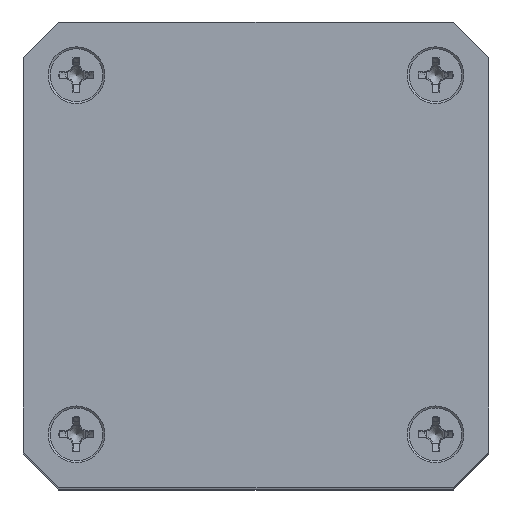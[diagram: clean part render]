
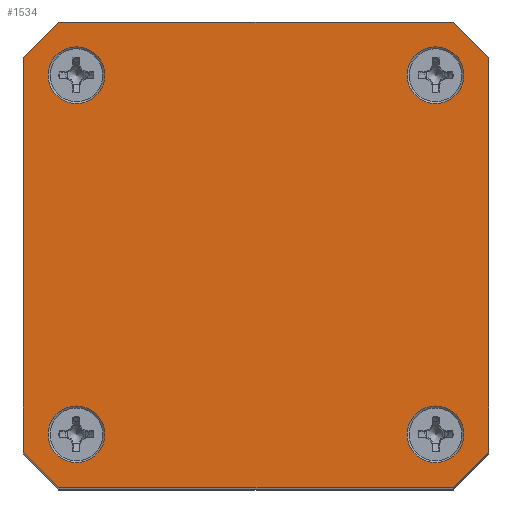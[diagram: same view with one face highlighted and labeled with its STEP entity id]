
A CAD part, top view. The second image highlights one B-rep face of the part: STEP entity #1534.
In plain terms, the highlighted planar face has unit normal (0, 0, 1).
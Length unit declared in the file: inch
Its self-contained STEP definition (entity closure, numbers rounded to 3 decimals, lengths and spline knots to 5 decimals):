
#35 = PLANE ( 'NONE',  #7489 ) ;
#36 = EDGE_CURVE ( 'NONE', #5879, #5879, #6692, .T. ) ;
#224 = CARTESIAN_POINT ( 'NONE',  ( 0.5865, 0.5065, 3.81 ) ) ;
#234 = DIRECTION ( 'NONE',  ( 1., 0., 0. ) ) ;
#240 = VECTOR ( 'NONE', #980, 39.37008 ) ;
#350 = DIRECTION ( 'NONE',  ( 0., 0., 1. ) ) ;
#357 = DIRECTION ( 'NONE',  ( -1., 0., 0. ) ) ;
#459 = VERTEX_POINT ( 'NONE', #8119 ) ;
#593 = VERTEX_POINT ( 'NONE', #2145 ) ;
#683 = ORIENTED_EDGE ( 'NONE', *, *, #3646, .T. ) ;
#907 = DIRECTION ( 'NONE',  ( 0., 0., 1. ) ) ;
#909 = EDGE_CURVE ( 'NONE', #8416, #1328, #1242, .T. ) ;
#980 = DIRECTION ( 'NONE',  ( 0.707, 0.707, 0. ) ) ;
#1081 = CARTESIAN_POINT ( 'NONE',  ( -0.5065, 0.5065, 3.81 ) ) ;
#1095 = DIRECTION ( 'NONE',  ( 0.707, -0.707, 0. ) ) ;
#1182 = DIRECTION ( 'NONE',  ( 1., 0., 0. ) ) ;
#1186 = ORIENTED_EDGE ( 'NONE', *, *, #36, .F. ) ;
#1242 = LINE ( 'NONE', #9908, #4565 ) ;
#1328 = VERTEX_POINT ( 'NONE', #3463 ) ;
#1534 = ADVANCED_FACE ( 'NONE', ( #7864, #1641, #3931, #2423, #10207 ), #35, .F. ) ;
#1555 = CIRCLE ( 'NONE', #7346, 0.08 ) ;
#1614 = EDGE_LOOP ( 'NONE', ( #10007 ) ) ;
#1641 = FACE_BOUND ( 'NONE', #2933, .T. ) ;
#1967 = EDGE_CURVE ( 'NONE', #10088, #1328, #6747, .T. ) ;
#2006 = DIRECTION ( 'NONE',  ( 0., -1., 0. ) ) ;
#2048 = ORIENTED_EDGE ( 'NONE', *, *, #8443, .F. ) ;
#2093 = CARTESIAN_POINT ( 'NONE',  ( -0.6565, -0.6565, 3.81 ) ) ;
#2124 = EDGE_LOOP ( 'NONE', ( #9091 ) ) ;
#2145 = CARTESIAN_POINT ( 'NONE',  ( 0.5565, 0.6565, 3.81 ) ) ;
#2350 = EDGE_CURVE ( 'NONE', #5828, #5828, #10164, .T. ) ;
#2423 = FACE_BOUND ( 'NONE', #5414, .T. ) ;
#2749 = VECTOR ( 'NONE', #3523, 39.37008 ) ;
#2808 = CARTESIAN_POINT ( 'NONE',  ( 0.5565, 0.6565, 3.81 ) ) ;
#2933 = EDGE_LOOP ( 'NONE', ( #7879 ) ) ;
#2938 = CARTESIAN_POINT ( 'NONE',  ( -0.5065, -0.5065, 3.81 ) ) ;
#2965 = CARTESIAN_POINT ( 'NONE',  ( -0.6565, 0.6565, 3.81 ) ) ;
#3169 = ORIENTED_EDGE ( 'NONE', *, *, #4332, .F. ) ;
#3346 = CARTESIAN_POINT ( 'NONE',  ( -0.4265, -0.5065, 3.81 ) ) ;
#3395 = DIRECTION ( 'NONE',  ( -0.707, 0.707, 0. ) ) ;
#3463 = CARTESIAN_POINT ( 'NONE',  ( -0.5565, -0.6565, 3.81 ) ) ;
#3523 = DIRECTION ( 'NONE',  ( -0.707, -0.707, 0. ) ) ;
#3646 = EDGE_CURVE ( 'NONE', #8416, #6978, #6514, .T. ) ;
#3716 = VECTOR ( 'NONE', #4428, 39.37008 ) ;
#3730 = AXIS2_PLACEMENT_3D ( 'NONE', #2938, #5237, #9183 ) ;
#3762 = CARTESIAN_POINT ( 'NONE',  ( 0.5865, -0.5065, 3.81 ) ) ;
#3818 = CARTESIAN_POINT ( 'NONE',  ( 0.6565, -0.5565, 3.81 ) ) ;
#3874 = DIRECTION ( 'NONE',  ( 0., 0., -1. ) ) ;
#3931 = FACE_BOUND ( 'NONE', #1614, .T. ) ;
#3984 = CARTESIAN_POINT ( 'NONE',  ( 0., 0., 3.81 ) ) ;
#4122 = CARTESIAN_POINT ( 'NONE',  ( 0.5065, 0.5065, 3.81 ) ) ;
#4246 = LINE ( 'NONE', #8137, #2749 ) ;
#4332 = EDGE_CURVE ( 'NONE', #10088, #9801, #7684, .T. ) ;
#4428 = DIRECTION ( 'NONE',  ( 0., 1., 0. ) ) ;
#4510 = ORIENTED_EDGE ( 'NONE', *, *, #8268, .T. ) ;
#4535 = EDGE_LOOP ( 'NONE', ( #2048, #5897, #7185, #4510, #3169, #9016, #8734, #683 ) ) ;
#4565 = VECTOR ( 'NONE', #357, 39.37008 ) ;
#4586 = VERTEX_POINT ( 'NONE', #3762 ) ;
#4595 = EDGE_CURVE ( 'NONE', #7330, #7330, #1555, .T. ) ;
#4684 = DIRECTION ( 'NONE',  ( 1., 0., 0. ) ) ;
#5040 = EDGE_CURVE ( 'NONE', #8151, #593, #7116, .T. ) ;
#5044 = CIRCLE ( 'NONE', #8867, 0.08 ) ;
#5237 = DIRECTION ( 'NONE',  ( 0., 0., 1. ) ) ;
#5414 = EDGE_LOOP ( 'NONE', ( #1186 ) ) ;
#5788 = EDGE_CURVE ( 'NONE', #4586, #4586, #5044, .T. ) ;
#5828 = VERTEX_POINT ( 'NONE', #9109 ) ;
#5879 = VERTEX_POINT ( 'NONE', #3346 ) ;
#5897 = ORIENTED_EDGE ( 'NONE', *, *, #7323, .T. ) ;
#6514 = LINE ( 'NONE', #7147, #240 ) ;
#6562 = CARTESIAN_POINT ( 'NONE',  ( 0.5065, -0.5065, 3.81 ) ) ;
#6692 = CIRCLE ( 'NONE', #3730, 0.08 ) ;
#6747 = LINE ( 'NONE', #8148, #9333 ) ;
#6883 = VECTOR ( 'NONE', #3395, 39.37008 ) ;
#6978 = VERTEX_POINT ( 'NONE', #3818 ) ;
#7116 = LINE ( 'NONE', #2965, #9841 ) ;
#7139 = DIRECTION ( 'NONE',  ( -1., 0., 0. ) ) ;
#7147 = CARTESIAN_POINT ( 'NONE',  ( 0.6565, -0.5565, 3.81 ) ) ;
#7185 = ORIENTED_EDGE ( 'NONE', *, *, #5040, .F. ) ;
#7323 = EDGE_CURVE ( 'NONE', #459, #593, #8157, .T. ) ;
#7330 = VERTEX_POINT ( 'NONE', #224 ) ;
#7346 = AXIS2_PLACEMENT_3D ( 'NONE', #4122, #907, #8635 ) ;
#7489 = AXIS2_PLACEMENT_3D ( 'NONE', #3984, #3874, #7139 ) ;
#7553 = LINE ( 'NONE', #8342, #9399 ) ;
#7684 = LINE ( 'NONE', #2093, #3716 ) ;
#7864 = FACE_BOUND ( 'NONE', #2124, .T. ) ;
#7879 = ORIENTED_EDGE ( 'NONE', *, *, #4595, .F. ) ;
#8119 = CARTESIAN_POINT ( 'NONE',  ( 0.6565, 0.5565, 3.81 ) ) ;
#8137 = CARTESIAN_POINT ( 'NONE',  ( -0.6565, 0.5565, 3.81 ) ) ;
#8148 = CARTESIAN_POINT ( 'NONE',  ( -0.5565, -0.6565, 3.81 ) ) ;
#8151 = VERTEX_POINT ( 'NONE', #9458 ) ;
#8157 = LINE ( 'NONE', #2808, #6883 ) ;
#8268 = EDGE_CURVE ( 'NONE', #8151, #9801, #4246, .T. ) ;
#8342 = CARTESIAN_POINT ( 'NONE',  ( 0.6565, -0.6565, 3.81 ) ) ;
#8416 = VERTEX_POINT ( 'NONE', #10056 ) ;
#8443 = EDGE_CURVE ( 'NONE', #459, #6978, #7553, .T. ) ;
#8635 = DIRECTION ( 'NONE',  ( 1., 0., 0. ) ) ;
#8734 = ORIENTED_EDGE ( 'NONE', *, *, #909, .F. ) ;
#8867 = AXIS2_PLACEMENT_3D ( 'NONE', #6562, #9833, #234 ) ;
#9016 = ORIENTED_EDGE ( 'NONE', *, *, #1967, .T. ) ;
#9091 = ORIENTED_EDGE ( 'NONE', *, *, #2350, .F. ) ;
#9109 = CARTESIAN_POINT ( 'NONE',  ( -0.4265, 0.5065, 3.81 ) ) ;
#9183 = DIRECTION ( 'NONE',  ( 1., 0., 0. ) ) ;
#9333 = VECTOR ( 'NONE', #1095, 39.37008 ) ;
#9399 = VECTOR ( 'NONE', #2006, 39.37008 ) ;
#9458 = CARTESIAN_POINT ( 'NONE',  ( -0.5565, 0.6565, 3.81 ) ) ;
#9801 = VERTEX_POINT ( 'NONE', #9832 ) ;
#9832 = CARTESIAN_POINT ( 'NONE',  ( -0.6565, 0.5565, 3.81 ) ) ;
#9833 = DIRECTION ( 'NONE',  ( 0., 0., 1. ) ) ;
#9841 = VECTOR ( 'NONE', #4684, 39.37008 ) ;
#9908 = CARTESIAN_POINT ( 'NONE',  ( -0.6565, -0.6565, 3.81 ) ) ;
#10007 = ORIENTED_EDGE ( 'NONE', *, *, #5788, .F. ) ;
#10056 = CARTESIAN_POINT ( 'NONE',  ( 0.5565, -0.6565, 3.81 ) ) ;
#10088 = VERTEX_POINT ( 'NONE', #10200 ) ;
#10164 = CIRCLE ( 'NONE', #10171, 0.08 ) ;
#10171 = AXIS2_PLACEMENT_3D ( 'NONE', #1081, #350, #1182 ) ;
#10200 = CARTESIAN_POINT ( 'NONE',  ( -0.6565, -0.5565, 3.81 ) ) ;
#10207 = FACE_OUTER_BOUND ( 'NONE', #4535, .T. ) ;
